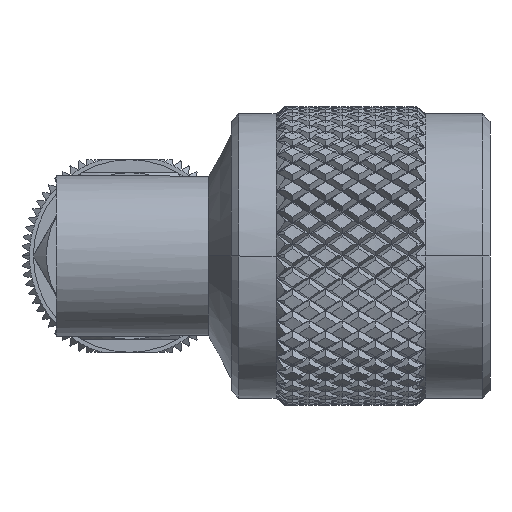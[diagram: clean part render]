
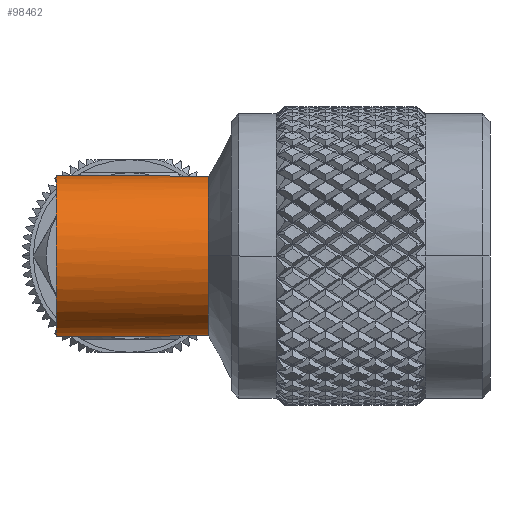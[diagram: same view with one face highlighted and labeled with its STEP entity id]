
A CAD part, left-side view. The second image highlights one B-rep face of the part: STEP entity #98462.
In plain terms, the highlighted cylindrical face has radius 5.395 mm (diameter 10.79 mm), a partial arc.
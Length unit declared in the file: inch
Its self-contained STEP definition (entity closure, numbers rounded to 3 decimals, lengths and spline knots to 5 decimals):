
#3848 = CARTESIAN_POINT ( 'NONE',  ( 0.05962, -0.13037, 0.16769 ) ) ;
#7536 = CARTESIAN_POINT ( 'NONE',  ( 0.46208, 0.13037, 0.16769 ) ) ;
#7824 = EDGE_CURVE ( 'NONE', #37262, #96386, #65518, .T. ) ;
#9948 = AXIS2_PLACEMENT_3D ( 'NONE', #72237, #94807, #32794 ) ;
#10294 = EDGE_CURVE ( 'NONE', #47373, #30954, #41219, .T. ) ;
#12880 = EDGE_CURVE ( 'NONE', #30954, #44665, #93428, .T. ) ;
#15351 = CYLINDRICAL_SURFACE ( 'NONE', #92196, 0.21241 ) ;
#16297 = VECTOR ( 'NONE', #41765, 39.37008 ) ;
#19823 = CARTESIAN_POINT ( 'NONE',  ( 0.46208, -0.13037, 0.16769 ) ) ;
#20113 = DIRECTION ( 'NONE',  ( 0., 0., 1. ) ) ;
#20910 = ORIENTED_EDGE ( 'NONE', *, *, #7824, .T. ) ;
#27473 = CARTESIAN_POINT ( 'NONE',  ( -5.70743, 0., 0. ) ) ;
#30923 = LINE ( 'NONE', #96394, #16297 ) ;
#30954 = VERTEX_POINT ( 'NONE', #43784 ) ;
#32794 = DIRECTION ( 'NONE',  ( 0., 0., 1. ) ) ;
#35385 = LINE ( 'NONE', #3848, #36535 ) ;
#36535 = VECTOR ( 'NONE', #67335, 39.37008 ) ;
#37262 = VERTEX_POINT ( 'NONE', #7536 ) ;
#41219 = CIRCLE ( 'NONE', #9948, 0.21241 ) ;
#41765 = DIRECTION ( 'NONE',  ( 1., 0., 0. ) ) ;
#41986 = FACE_OUTER_BOUND ( 'NONE', #82391, .T. ) ;
#43238 = DIRECTION ( 'NONE',  ( 0., 0., 1. ) ) ;
#43784 = CARTESIAN_POINT ( 'NONE',  ( 0.05962, 0., -0.21241 ) ) ;
#44665 = VERTEX_POINT ( 'NONE', #67055 ) ;
#46976 = ORIENTED_EDGE ( 'NONE', *, *, #88035, .T. ) ;
#47373 = VERTEX_POINT ( 'NONE', #75363 ) ;
#54270 = ORIENTED_EDGE ( 'NONE', *, *, #12880, .F. ) ;
#58154 = DIRECTION ( 'NONE',  ( -1., 0., 0. ) ) ;
#62864 = ORIENTED_EDGE ( 'NONE', *, *, #70163, .F. ) ;
#65518 = CIRCLE ( 'NONE', #99572, 0.21241 ) ;
#67055 = CARTESIAN_POINT ( 'NONE',  ( 0.05962, -0.13037, 0.16769 ) ) ;
#67335 = DIRECTION ( 'NONE',  ( 1., 0., 0. ) ) ;
#70163 = EDGE_CURVE ( 'NONE', #44665, #96386, #35385, .T. ) ;
#72237 = CARTESIAN_POINT ( 'NONE',  ( 0.05962, 0., 0. ) ) ;
#72745 = DIRECTION ( 'NONE',  ( -1., 0., 0. ) ) ;
#75363 = CARTESIAN_POINT ( 'NONE',  ( 0.05962, 0.13037, 0.16769 ) ) ;
#77219 = ORIENTED_EDGE ( 'NONE', *, *, #10294, .F. ) ;
#81376 = AXIS2_PLACEMENT_3D ( 'NONE', #98201, #91047, #43238 ) ;
#82391 = EDGE_LOOP ( 'NONE', ( #20910, #62864, #54270, #77219, #46976 ) ) ;
#88035 = EDGE_CURVE ( 'NONE', #47373, #37262, #30923, .T. ) ;
#91047 = DIRECTION ( 'NONE',  ( -1., 0., 0. ) ) ;
#92196 = AXIS2_PLACEMENT_3D ( 'NONE', #27473, #72745, #97675 ) ;
#93428 = CIRCLE ( 'NONE', #81376, 0.21241 ) ;
#94807 = DIRECTION ( 'NONE',  ( -1., 0., 0. ) ) ;
#96386 = VERTEX_POINT ( 'NONE', #19823 ) ;
#96394 = CARTESIAN_POINT ( 'NONE',  ( 0.05962, 0.13037, 0.16769 ) ) ;
#97434 = CARTESIAN_POINT ( 'NONE',  ( 0.46208, 0., 0. ) ) ;
#97675 = DIRECTION ( 'NONE',  ( 0., 0., 1. ) ) ;
#98201 = CARTESIAN_POINT ( 'NONE',  ( 0.05962, 0., 0. ) ) ;
#98462 = ADVANCED_FACE ( 'NONE', ( #41986 ), #15351, .T. ) ;
#99572 = AXIS2_PLACEMENT_3D ( 'NONE', #97434, #58154, #20113 ) ;
